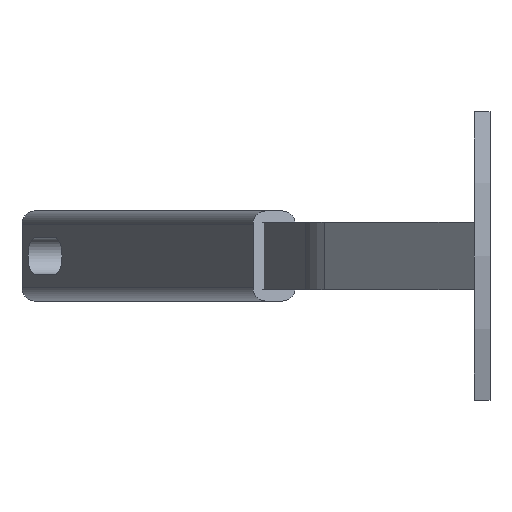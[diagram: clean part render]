
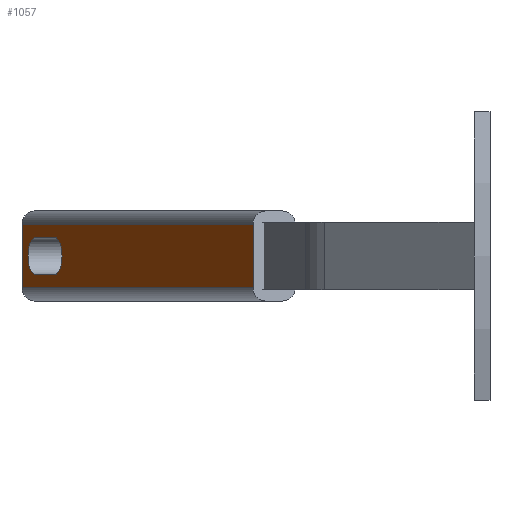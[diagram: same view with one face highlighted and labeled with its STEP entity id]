
A CAD part, left-side view. The second image highlights one B-rep face of the part: STEP entity #1057.
In plain terms, the highlighted planar face has unit normal (-0.342, 0.94, 0).
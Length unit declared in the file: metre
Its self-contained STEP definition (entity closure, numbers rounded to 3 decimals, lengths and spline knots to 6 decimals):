
#28 = CARTESIAN_POINT('NONE', (0.057445, 0.052628, -0.007));
#29 = VERTEX_POINT('NONE', #28);
#30 = CARTESIAN_POINT('NONE', (0.198399, 0.103931, -0.007));
#31 = VERTEX_POINT('NONE', #30);
#32 = CARTESIAN_POINT('NONE', (0.057445, 0.052628, 0.007));
#33 = VERTEX_POINT('NONE', #32);
#34 = CARTESIAN_POINT('NONE', (0.198399, 0.103931, 0.007));
#35 = VERTEX_POINT('NONE', #34);
#40 = CARTESIAN_POINT('NONE', (0.177744, 0.096413, 0.004));
#41 = VERTEX_POINT('NONE', #40);
#42 = CARTESIAN_POINT('NONE', (0.177744, 0.096413, -0.004));
#43 = VERTEX_POINT('NONE', #42);
#46 = CARTESIAN_POINT('NONE', (0.1909, 0.101201, 0.004));
#47 = VERTEX_POINT('NONE', #46);
#50 = CARTESIAN_POINT('NONE', (0.1909, 0.101201, -0.004));
#51 = VERTEX_POINT('NONE', #50);
#237 = DIRECTION('NONE', (0.94, 0.342, 0));
#238 = VECTOR('NONE', #237, 1);
#239 = CARTESIAN_POINT('NONE', (0.057445, 0.052628, -0.007));
#240 = LINE('NONE', #239, #238);
#246 = DIRECTION('NONE', (0, 0, 1));
#247 = VECTOR('NONE', #246, 1);
#248 = CARTESIAN_POINT('NONE', (0.057445, 0.052628, -0.007));
#249 = LINE('NONE', #248, #247);
#250 = DIRECTION('NONE', (0.94, 0.342, 0));
#251 = VECTOR('NONE', #250, 1);
#252 = CARTESIAN_POINT('NONE', (0.057445, 0.052628, 0.007));
#253 = LINE('NONE', #252, #251);
#254 = DIRECTION('NONE', (0, 0, 1));
#255 = VECTOR('NONE', #254, 1);
#256 = CARTESIAN_POINT('NONE', (0.198399, 0.103931, -0.007));
#257 = LINE('NONE', #256, #255);
#277 = DIRECTION('NONE', (0., 0., -1));
#278 = DIRECTION('NONE', (-0.342, 0.94, 0.));
#279 = CARTESIAN_POINT('NONE', (0.177744, 0.096413, 0.));
#280 = AXIS2_PLACEMENT_3D('NONE', #279, #278, #277);
#281 = CIRCLE('NONE', #280, 0.004);
#294 = DIRECTION('NONE', (0.94, 0.342, 0));
#295 = VECTOR('NONE', #294, 1);
#296 = CARTESIAN_POINT('NONE', (0.177744, 0.096413, 0.004));
#297 = LINE('NONE', #296, #295);
#307 = DIRECTION('NONE', (0, 0., 1));
#308 = DIRECTION('NONE', (-0.342, 0.94, 0.));
#309 = CARTESIAN_POINT('NONE', (0.1909, 0.101201, 0.));
#310 = AXIS2_PLACEMENT_3D('NONE', #309, #308, #307);
#311 = CIRCLE('NONE', #310, 0.004);
#316 = DIRECTION('NONE', (-0.94, -0.342, 0));
#317 = VECTOR('NONE', #316, 1);
#318 = CARTESIAN_POINT('NONE', (0.1909, 0.101201, -0.004));
#319 = LINE('NONE', #318, #317);
#695 = EDGE_CURVE('NONE', #29, #31, #240, .T.);
#697 = EDGE_CURVE('NONE', #29, #33, #249, .T.);
#698 = EDGE_CURVE('NONE', #33, #35, #253, .T.);
#699 = EDGE_CURVE('NONE', #31, #35, #257, .T.);
#704 = EDGE_CURVE('NONE', #43, #41, #281, .T.);
#708 = EDGE_CURVE('NONE', #41, #47, #297, .T.);
#711 = EDGE_CURVE('NONE', #47, #51, #311, .T.);
#713 = EDGE_CURVE('NONE', #51, #43, #319, .T.);
#825 = CARTESIAN_POINT('NONE', (0.127922, 0.07828, -0));
#826 = DIRECTION('NONE', (-0.342, 0.94, 0.));
#827 = AXIS2_PLACEMENT_3D('NONE', #825, #826, $);
#828 = PLANE('NONE', #827);
#1045 = ORIENTED_EDGE('NONE', *, *, #697, .T.);
#1046 = ORIENTED_EDGE('NONE', *, *, #698, .T.);
#1047 = ORIENTED_EDGE('NONE', *, *, #699, .F.);
#1048 = ORIENTED_EDGE('NONE', *, *, #695, .F.);
#1049 = ORIENTED_EDGE('NONE', *, *, #713, .F.);
#1050 = ORIENTED_EDGE('NONE', *, *, #711, .F.);
#1051 = ORIENTED_EDGE('NONE', *, *, #708, .F.);
#1052 = ORIENTED_EDGE('NONE', *, *, #704, .F.);
#1053 = EDGE_LOOP('NONE', (#1045, #1046, #1047, #1048));
#1054 = FACE_BOUND('NONE', #1053, .T.);
#1055 = EDGE_LOOP('NONE', (#1049, #1050, #1051, #1052));
#1056 = FACE_BOUND('NONE', #1055, .T.);
#1057 = ADVANCED_FACE('NONE', (#1054, #1056), #828, .T.);
